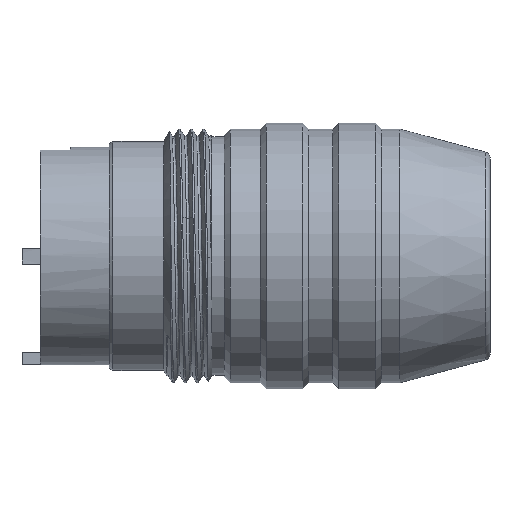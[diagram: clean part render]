
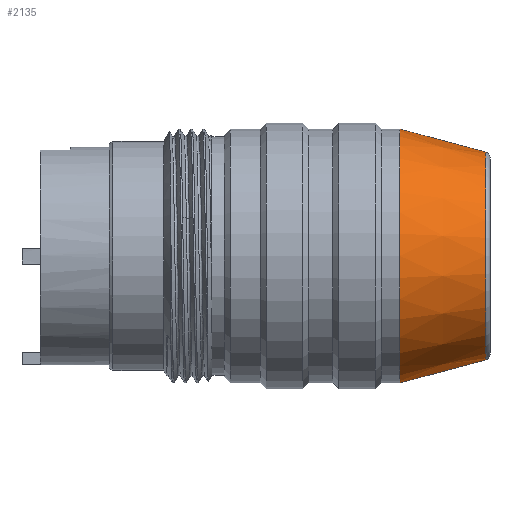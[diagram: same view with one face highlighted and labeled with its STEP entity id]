
A CAD part, top view. The second image highlights one B-rep face of the part: STEP entity #2135.
In plain terms, the highlighted conical face has half-angle 15 degrees and reference radius 9.55 mm.
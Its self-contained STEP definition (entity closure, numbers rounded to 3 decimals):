
#16=CARTESIAN_POINT('',(31.129,0.,0.));
#17=DIRECTION('',(-1.,0.,0.));
#18=DIRECTION('',(0.,-1.,0.));
#19=AXIS2_PLACEMENT_3D('',#16,#17,#18);
#41=DIRECTION('',(-0.966,0.259,0.));
#42=VECTOR('',#41,7.344);
#43=CARTESIAN_POINT('',(31.129,8.599,0.));
#44=LINE('199',#43,#42);
#48=DIRECTION('',(-0.966,-0.259,0.));
#49=VECTOR('',#48,7.344);
#50=CARTESIAN_POINT('',(31.129,-8.599,0.));
#51=LINE('200',#50,#49);
#101=CARTESIAN_POINT('',(24.036,0.,0.));
#102=DIRECTION('',(1.,0.,0.));
#103=DIRECTION('',(0.,1.,0.));
#104=AXIS2_PLACEMENT_3D('',#101,#102,#103);
#1931=CARTESIAN_POINT('',(24.036,10.5,0.));
#1933=VERTEX_POINT('',#1931);
#1963=CARTESIAN_POINT('',(24.036,-10.5,0.));
#1965=VERTEX_POINT('',#1963);
#1995=CARTESIAN_POINT('',(31.129,-8.599,0.));
#1996=CARTESIAN_POINT('',(31.129,8.599,0.));
#1997=VERTEX_POINT('',#1995);
#1998=VERTEX_POINT('',#1996);
#2121=CARTESIAN_POINT('',(27.583,0.,0.));
#2122=DIRECTION('',(-1.,0.,0.));
#2123=DIRECTION('',(0.,1.,0.));
#2124=AXIS2_PLACEMENT_3D('',#2121,#2122,#2123);
#2125=CONICAL_SURFACE('58',#2124,9.55,15.);
#2126=ORIENTED_EDGE('195',*,*,#2111,.F.);
#2128=ORIENTED_EDGE('200',*,*,#2127,.T.);
#2130=ORIENTED_EDGE('61',*,*,#2129,.F.);
#2132=ORIENTED_EDGE('199',*,*,#2131,.F.);
#2133=EDGE_LOOP('58',(#2126,#2128,#2130,#2132));
#2134=FACE_OUTER_BOUND('58',#2133,.F.);
#20=CIRCLE('195',#19,8.599);
#105=CIRCLE('61',#104,10.5);
#2111=EDGE_CURVE('195',#1997,#1998,#20,.T.);
#2127=EDGE_CURVE('200',#1997,#1965,#51,.T.);
#2129=EDGE_CURVE('61',#1933,#1965,#105,.T.);
#2131=EDGE_CURVE('199',#1998,#1933,#44,.T.);
#2135=ADVANCED_FACE('58',(#2134),#2125,.T.);
